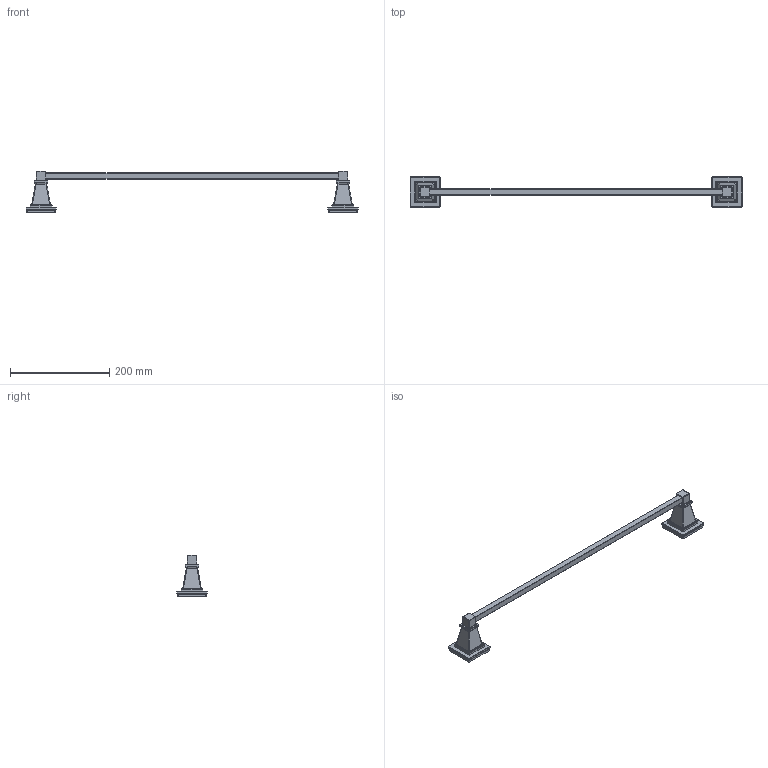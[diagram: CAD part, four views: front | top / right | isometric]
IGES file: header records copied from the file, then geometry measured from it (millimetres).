
Start section:  PTC IGES file: 43-02.igs
Global section: file name: 43-02.igs; native system: Creo Parametric by Parametric Technology Corporation; preprocessor: 2014000; author: vinay.hs; organization: Unknown; date: 20161115.151418; units: inch
Bounding box: 670.31 x 60.71 x 84.2 mm (x, y, z)
Surface area: 74990 mm2 (no closed solid volume)
Topology: 0 solids, 13 shells, 340 faces, 784 edges, 452 vertices
Faces by surface type: revolution 176, bspline 164
